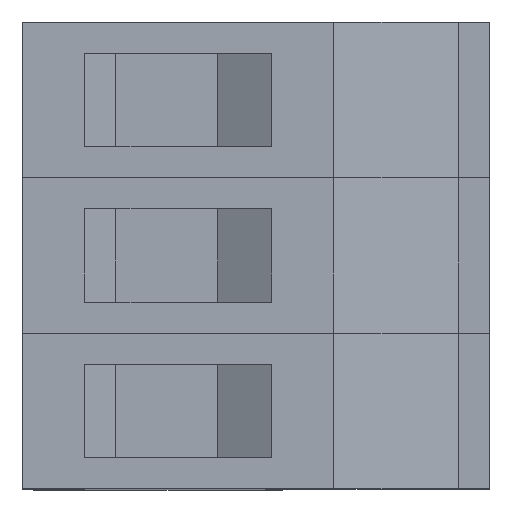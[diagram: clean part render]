
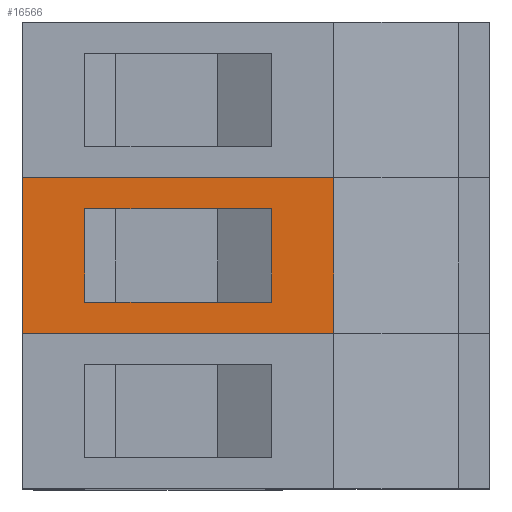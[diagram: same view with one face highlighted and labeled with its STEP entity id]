
A CAD part, top view. The second image highlights one B-rep face of the part: STEP entity #16566.
In plain terms, the highlighted planar face has unit normal (0, 0, 1).
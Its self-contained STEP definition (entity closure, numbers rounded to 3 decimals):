
#15685 = PLANE('',#15686);
#15686 = AXIS2_PLACEMENT_3D('',#15687,#15688,#15689);
#15687 = CARTESIAN_POINT('',(-2.35,2.5,4.));
#15688 = DIRECTION('',(0.,1.,0.));
#15689 = DIRECTION('',(0.,0.,1.));
#15739 = PLANE('',#15740);
#15740 = AXIS2_PLACEMENT_3D('',#15741,#15742,#15743);
#15741 = CARTESIAN_POINT('',(-2.35,7.5,4.));
#15742 = DIRECTION('',(0.,1.,0.));
#15743 = DIRECTION('',(0.,0.,1.));
#15870 = PLANE('',#15871);
#15871 = AXIS2_PLACEMENT_3D('',#15872,#15873,#15874);
#15872 = CARTESIAN_POINT('',(-4.35,7.5,12.1));
#15873 = DIRECTION('',(-1.,0.,0.));
#15874 = DIRECTION('',(0.,0.,1.));
#15909 = VERTEX_POINT('',#15910);
#15910 = CARTESIAN_POINT('',(-4.35,7.5,21.1));
#15931 = EDGE_CURVE('',#15909,#15932,#15934,.T.);
#15932 = VERTEX_POINT('',#15933);
#15933 = CARTESIAN_POINT('',(5.65,7.5,21.1));
#15934 = SURFACE_CURVE('',#15935,(#15939,#15946),.PCURVE_S1.);
#15935 = LINE('',#15936,#15937);
#15936 = CARTESIAN_POINT('',(-4.35,7.5,21.1));
#15937 = VECTOR('',#15938,1.);
#15938 = DIRECTION('',(1.,0.,0.));
#15939 = PCURVE('',#15739,#15940);
#15940 = DEFINITIONAL_REPRESENTATION('',(#15941),#15945);
#15941 = LINE('',#15942,#15943);
#15942 = CARTESIAN_POINT('',(17.1,-2.));
#15943 = VECTOR('',#15944,1.);
#15944 = DIRECTION('',(0.,1.));
#15945 = ( GEOMETRIC_REPRESENTATION_CONTEXT(2) 
PARAMETRIC_REPRESENTATION_CONTEXT() REPRESENTATION_CONTEXT('2D SPACE',''
  ) );
#15946 = PCURVE('',#15947,#15952);
#15947 = PLANE('',#15948);
#15948 = AXIS2_PLACEMENT_3D('',#15949,#15950,#15951);
#15949 = CARTESIAN_POINT('',(-4.35,7.5,21.1));
#15950 = DIRECTION('',(0.,0.,1.));
#15951 = DIRECTION('',(1.,0.,0.));
#15952 = DEFINITIONAL_REPRESENTATION('',(#15953),#15957);
#15953 = LINE('',#15954,#15955);
#15954 = CARTESIAN_POINT('',(0.,0.));
#15955 = VECTOR('',#15956,1.);
#15956 = DIRECTION('',(1.,0.));
#15957 = ( GEOMETRIC_REPRESENTATION_CONTEXT(2) 
PARAMETRIC_REPRESENTATION_CONTEXT() REPRESENTATION_CONTEXT('2D SPACE',''
  ) );
#15975 = PLANE('',#15976);
#15976 = AXIS2_PLACEMENT_3D('',#15977,#15978,#15979);
#15977 = CARTESIAN_POINT('',(5.65,7.5,21.1));
#15978 = DIRECTION('',(1.,0.,0.));
#15979 = DIRECTION('',(0.,0.,-1.));
#16239 = VERTEX_POINT('',#16240);
#16240 = CARTESIAN_POINT('',(-4.35,2.5,21.1));
#16261 = EDGE_CURVE('',#16239,#16262,#16264,.T.);
#16262 = VERTEX_POINT('',#16263);
#16263 = CARTESIAN_POINT('',(5.65,2.5,21.1));
#16264 = SURFACE_CURVE('',#16265,(#16269,#16276),.PCURVE_S1.);
#16265 = LINE('',#16266,#16267);
#16266 = CARTESIAN_POINT('',(-4.35,2.5,21.1));
#16267 = VECTOR('',#16268,1.);
#16268 = DIRECTION('',(1.,0.,0.));
#16269 = PCURVE('',#15685,#16270);
#16270 = DEFINITIONAL_REPRESENTATION('',(#16271),#16275);
#16271 = LINE('',#16272,#16273);
#16272 = CARTESIAN_POINT('',(17.1,-2.));
#16273 = VECTOR('',#16274,1.);
#16274 = DIRECTION('',(0.,1.));
#16275 = ( GEOMETRIC_REPRESENTATION_CONTEXT(2) 
PARAMETRIC_REPRESENTATION_CONTEXT() REPRESENTATION_CONTEXT('2D SPACE',''
  ) );
#16276 = PCURVE('',#15947,#16277);
#16277 = DEFINITIONAL_REPRESENTATION('',(#16278),#16282);
#16278 = LINE('',#16279,#16280);
#16279 = CARTESIAN_POINT('',(0.,-5.));
#16280 = VECTOR('',#16281,1.);
#16281 = DIRECTION('',(1.,0.));
#16282 = ( GEOMETRIC_REPRESENTATION_CONTEXT(2) 
PARAMETRIC_REPRESENTATION_CONTEXT() REPRESENTATION_CONTEXT('2D SPACE',''
  ) );
#16545 = EDGE_CURVE('',#15909,#16239,#16546,.T.);
#16546 = SURFACE_CURVE('',#16547,(#16551,#16558),.PCURVE_S1.);
#16547 = LINE('',#16548,#16549);
#16548 = CARTESIAN_POINT('',(-4.35,7.5,21.1));
#16549 = VECTOR('',#16550,1.);
#16550 = DIRECTION('',(0.,-1.,0.));
#16551 = PCURVE('',#15870,#16552);
#16552 = DEFINITIONAL_REPRESENTATION('',(#16553),#16557);
#16553 = LINE('',#16554,#16555);
#16554 = CARTESIAN_POINT('',(9.,0.));
#16555 = VECTOR('',#16556,1.);
#16556 = DIRECTION('',(0.,-1.));
#16557 = ( GEOMETRIC_REPRESENTATION_CONTEXT(2) 
PARAMETRIC_REPRESENTATION_CONTEXT() REPRESENTATION_CONTEXT('2D SPACE',''
  ) );
#16558 = PCURVE('',#15947,#16559);
#16559 = DEFINITIONAL_REPRESENTATION('',(#16560),#16564);
#16560 = LINE('',#16561,#16562);
#16561 = CARTESIAN_POINT('',(0.,0.));
#16562 = VECTOR('',#16563,1.);
#16563 = DIRECTION('',(0.,-1.));
#16564 = ( GEOMETRIC_REPRESENTATION_CONTEXT(2) 
PARAMETRIC_REPRESENTATION_CONTEXT() REPRESENTATION_CONTEXT('2D SPACE',''
  ) );
#16566 = ADVANCED_FACE('',(#16567,#16593),#15947,.T.);
#16567 = FACE_BOUND('',#16568,.T.);
#16568 = EDGE_LOOP('',(#16569,#16570,#16571,#16592));
#16569 = ORIENTED_EDGE('',*,*,#16545,.T.);
#16570 = ORIENTED_EDGE('',*,*,#16261,.T.);
#16571 = ORIENTED_EDGE('',*,*,#16572,.F.);
#16572 = EDGE_CURVE('',#15932,#16262,#16573,.T.);
#16573 = SURFACE_CURVE('',#16574,(#16578,#16585),.PCURVE_S1.);
#16574 = LINE('',#16575,#16576);
#16575 = CARTESIAN_POINT('',(5.65,7.5,21.1));
#16576 = VECTOR('',#16577,1.);
#16577 = DIRECTION('',(0.,-1.,0.));
#16578 = PCURVE('',#15947,#16579);
#16579 = DEFINITIONAL_REPRESENTATION('',(#16580),#16584);
#16580 = LINE('',#16581,#16582);
#16581 = CARTESIAN_POINT('',(10.,0.));
#16582 = VECTOR('',#16583,1.);
#16583 = DIRECTION('',(0.,-1.));
#16584 = ( GEOMETRIC_REPRESENTATION_CONTEXT(2) 
PARAMETRIC_REPRESENTATION_CONTEXT() REPRESENTATION_CONTEXT('2D SPACE',''
  ) );
#16585 = PCURVE('',#15975,#16586);
#16586 = DEFINITIONAL_REPRESENTATION('',(#16587),#16591);
#16587 = LINE('',#16588,#16589);
#16588 = CARTESIAN_POINT('',(0.,0.));
#16589 = VECTOR('',#16590,1.);
#16590 = DIRECTION('',(0.,-1.));
#16591 = ( GEOMETRIC_REPRESENTATION_CONTEXT(2) 
PARAMETRIC_REPRESENTATION_CONTEXT() REPRESENTATION_CONTEXT('2D SPACE',''
  ) );
#16592 = ORIENTED_EDGE('',*,*,#15931,.F.);
#16593 = FACE_BOUND('',#16594,.T.);
#16594 = EDGE_LOOP('',(#16595,#16623,#16651,#16677));
#16595 = ORIENTED_EDGE('',*,*,#16596,.T.);
#16596 = EDGE_CURVE('',#16597,#16599,#16601,.T.);
#16597 = VERTEX_POINT('',#16598);
#16598 = CARTESIAN_POINT('',(3.65,6.5,21.1));
#16599 = VERTEX_POINT('',#16600);
#16600 = CARTESIAN_POINT('',(3.65,3.5,21.1));
#16601 = SURFACE_CURVE('',#16602,(#16606,#16612),.PCURVE_S1.);
#16602 = LINE('',#16603,#16604);
#16603 = CARTESIAN_POINT('',(3.65,7.,21.1));
#16604 = VECTOR('',#16605,1.);
#16605 = DIRECTION('',(0.,-1.,0.));
#16606 = PCURVE('',#15947,#16607);
#16607 = DEFINITIONAL_REPRESENTATION('',(#16608),#16611);
#16608 = B_SPLINE_CURVE_WITH_KNOTS('',1,(#16609,#16610),.UNSPECIFIED.,
  .F.,.F.,(2,2),(0.5,3.5),.PIECEWISE_BEZIER_KNOTS.);
#16609 = CARTESIAN_POINT('',(8.,-1.));
#16610 = CARTESIAN_POINT('',(8.,-4.));
#16611 = ( GEOMETRIC_REPRESENTATION_CONTEXT(2) 
PARAMETRIC_REPRESENTATION_CONTEXT() REPRESENTATION_CONTEXT('2D SPACE',''
  ) );
#16612 = PCURVE('',#16613,#16618);
#16613 = PLANE('',#16614);
#16614 = AXIS2_PLACEMENT_3D('',#16615,#16616,#16617);
#16615 = CARTESIAN_POINT('',(3.65,6.5,21.1));
#16616 = DIRECTION('',(-0.5,0.,0.866));
#16617 = DIRECTION('',(0.,-1.,0.));
#16618 = DEFINITIONAL_REPRESENTATION('',(#16619),#16622);
#16619 = B_SPLINE_CURVE_WITH_KNOTS('',1,(#16620,#16621),.UNSPECIFIED.,
  .F.,.F.,(2,2),(0.5,3.5),.PIECEWISE_BEZIER_KNOTS.);
#16620 = CARTESIAN_POINT('',(0.,0.));
#16621 = CARTESIAN_POINT('',(3.,0.));
#16622 = ( GEOMETRIC_REPRESENTATION_CONTEXT(2) 
PARAMETRIC_REPRESENTATION_CONTEXT() REPRESENTATION_CONTEXT('2D SPACE',''
  ) );
#16623 = ORIENTED_EDGE('',*,*,#16624,.T.);
#16624 = EDGE_CURVE('',#16599,#16625,#16627,.T.);
#16625 = VERTEX_POINT('',#16626);
#16626 = CARTESIAN_POINT('',(-2.35,3.5,21.1));
#16627 = SURFACE_CURVE('',#16628,(#16632,#16639),.PCURVE_S1.);
#16628 = LINE('',#16629,#16630);
#16629 = CARTESIAN_POINT('',(3.65,3.5,21.1));
#16630 = VECTOR('',#16631,1.);
#16631 = DIRECTION('',(-1.,0.,0.));
#16632 = PCURVE('',#15947,#16633);
#16633 = DEFINITIONAL_REPRESENTATION('',(#16634),#16638);
#16634 = LINE('',#16635,#16636);
#16635 = CARTESIAN_POINT('',(8.,-4.));
#16636 = VECTOR('',#16637,1.);
#16637 = DIRECTION('',(-1.,-0.));
#16638 = ( GEOMETRIC_REPRESENTATION_CONTEXT(2) 
PARAMETRIC_REPRESENTATION_CONTEXT() REPRESENTATION_CONTEXT('2D SPACE',''
  ) );
#16639 = PCURVE('',#16640,#16645);
#16640 = PLANE('',#16641);
#16641 = AXIS2_PLACEMENT_3D('',#16642,#16643,#16644);
#16642 = CARTESIAN_POINT('',(3.65,3.5,21.1));
#16643 = DIRECTION('',(-0.,1.,0.));
#16644 = DIRECTION('',(-1.,0.,0.));
#16645 = DEFINITIONAL_REPRESENTATION('',(#16646),#16650);
#16646 = LINE('',#16647,#16648);
#16647 = CARTESIAN_POINT('',(0.,0.));
#16648 = VECTOR('',#16649,1.);
#16649 = DIRECTION('',(1.,0.));
#16650 = ( GEOMETRIC_REPRESENTATION_CONTEXT(2) 
PARAMETRIC_REPRESENTATION_CONTEXT() REPRESENTATION_CONTEXT('2D SPACE',''
  ) );
#16651 = ORIENTED_EDGE('',*,*,#16652,.T.);
#16652 = EDGE_CURVE('',#16625,#16653,#16655,.T.);
#16653 = VERTEX_POINT('',#16654);
#16654 = CARTESIAN_POINT('',(-2.35,6.5,21.1));
#16655 = SURFACE_CURVE('',#16656,(#16660,#16666),.PCURVE_S1.);
#16656 = LINE('',#16657,#16658);
#16657 = CARTESIAN_POINT('',(-2.35,5.5,21.1));
#16658 = VECTOR('',#16659,1.);
#16659 = DIRECTION('',(0.,1.,0.));
#16660 = PCURVE('',#15947,#16661);
#16661 = DEFINITIONAL_REPRESENTATION('',(#16662),#16665);
#16662 = B_SPLINE_CURVE_WITH_KNOTS('',1,(#16663,#16664),.UNSPECIFIED.,
  .F.,.F.,(2,2),(-2.,1.),.PIECEWISE_BEZIER_KNOTS.);
#16663 = CARTESIAN_POINT('',(2.,-4.));
#16664 = CARTESIAN_POINT('',(2.,-1.));
#16665 = ( GEOMETRIC_REPRESENTATION_CONTEXT(2) 
PARAMETRIC_REPRESENTATION_CONTEXT() REPRESENTATION_CONTEXT('2D SPACE',''
  ) );
#16666 = PCURVE('',#16667,#16672);
#16667 = PLANE('',#16668);
#16668 = AXIS2_PLACEMENT_3D('',#16669,#16670,#16671);
#16669 = CARTESIAN_POINT('',(-2.35,3.5,21.1));
#16670 = DIRECTION('',(0.707,0.,0.707)
  );
#16671 = DIRECTION('',(0.,1.,0.));
#16672 = DEFINITIONAL_REPRESENTATION('',(#16673),#16676);
#16673 = B_SPLINE_CURVE_WITH_KNOTS('',1,(#16674,#16675),.UNSPECIFIED.,
  .F.,.F.,(2,2),(-2.,1.),.PIECEWISE_BEZIER_KNOTS.);
#16674 = CARTESIAN_POINT('',(0.,0.));
#16675 = CARTESIAN_POINT('',(3.,0.));
#16676 = ( GEOMETRIC_REPRESENTATION_CONTEXT(2) 
PARAMETRIC_REPRESENTATION_CONTEXT() REPRESENTATION_CONTEXT('2D SPACE',''
  ) );
#16677 = ORIENTED_EDGE('',*,*,#16678,.T.);
#16678 = EDGE_CURVE('',#16653,#16597,#16679,.T.);
#16679 = SURFACE_CURVE('',#16680,(#16684,#16690),.PCURVE_S1.);
#16680 = LINE('',#16681,#16682);
#16681 = CARTESIAN_POINT('',(-2.35,6.5,21.1));
#16682 = VECTOR('',#16683,1.);
#16683 = DIRECTION('',(1.,0.,0.));
#16684 = PCURVE('',#15947,#16685);
#16685 = DEFINITIONAL_REPRESENTATION('',(#16686),#16689);
#16686 = B_SPLINE_CURVE_WITH_KNOTS('',1,(#16687,#16688),.UNSPECIFIED.,
  .F.,.F.,(2,2),(0.,6.),.PIECEWISE_BEZIER_KNOTS.);
#16687 = CARTESIAN_POINT('',(2.,-1.));
#16688 = CARTESIAN_POINT('',(8.,-1.));
#16689 = ( GEOMETRIC_REPRESENTATION_CONTEXT(2) 
PARAMETRIC_REPRESENTATION_CONTEXT() REPRESENTATION_CONTEXT('2D SPACE',''
  ) );
#16690 = PCURVE('',#16691,#16696);
#16691 = PLANE('',#16692);
#16692 = AXIS2_PLACEMENT_3D('',#16693,#16694,#16695);
#16693 = CARTESIAN_POINT('',(-2.35,6.5,21.1));
#16694 = DIRECTION('',(0.,-1.,0.));
#16695 = DIRECTION('',(1.,0.,0.));
#16696 = DEFINITIONAL_REPRESENTATION('',(#16697),#16700);
#16697 = B_SPLINE_CURVE_WITH_KNOTS('',1,(#16698,#16699),.UNSPECIFIED.,
  .F.,.F.,(2,2),(0.,6.),.PIECEWISE_BEZIER_KNOTS.);
#16698 = CARTESIAN_POINT('',(0.,0.));
#16699 = CARTESIAN_POINT('',(6.,0.));
#16700 = ( GEOMETRIC_REPRESENTATION_CONTEXT(2) 
PARAMETRIC_REPRESENTATION_CONTEXT() REPRESENTATION_CONTEXT('2D SPACE',''
  ) );
